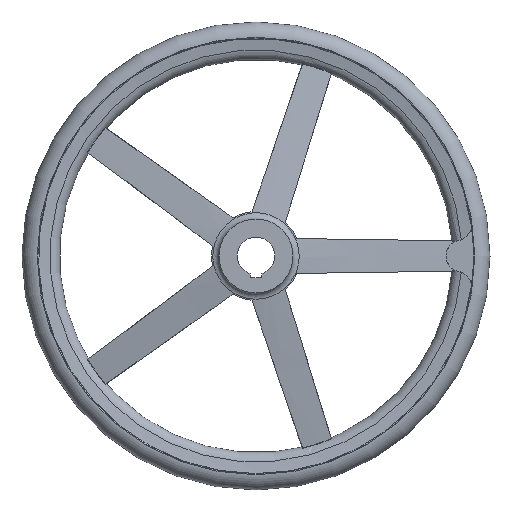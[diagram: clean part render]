
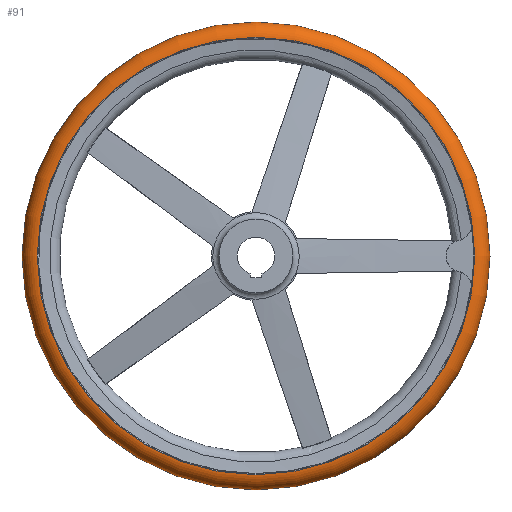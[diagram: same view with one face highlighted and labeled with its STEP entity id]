
A CAD part, front view. The second image highlights one B-rep face of the part: STEP entity #91.
In plain terms, the highlighted toroidal (fillet/blend) face has major radius 233 mm and minor radius 17 mm.
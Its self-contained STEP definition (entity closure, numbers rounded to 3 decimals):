
#91 = ADVANCED_FACE( '', ( #231, #232, #233 ), #234, .T. );
#231 = FACE_BOUND( '', #435, .T. );
#232 = FACE_OUTER_BOUND( '', #436, .T. );
#233 = FACE_OUTER_BOUND( '', #437, .T. );
#234 = TOROIDAL_SURFACE( '', #438, 233., 17. );
#435 = VERTEX_LOOP( '', #650 );
#436 = EDGE_LOOP( '', ( #651 ) );
#437 = EDGE_LOOP( '', ( #652 ) );
#438 = AXIS2_PLACEMENT_3D( '', #653, #654, #655 );
#650 = VERTEX_POINT( '', #1199 );
#651 = ORIENTED_EDGE( '', *, *, #1200, .T. );
#652 = ORIENTED_EDGE( '', *, *, #1196, .F. );
#653 = CARTESIAN_POINT( '', ( 0., 55., 0. ) );
#654 = DIRECTION( '', ( 0., -1., 0. ) );
#655 = DIRECTION( '', ( 0., 0., -1. ) );
#1196 = EDGE_CURVE( '', #1430, #1430, #1431, .T. );
#1199 = CARTESIAN_POINT( '', ( 0., 55., -250. ) );
#1200 = EDGE_CURVE( '', #1435, #1435, #1436, .T. );
#1430 = VERTEX_POINT( '', #1781 );
#1431 = CIRCLE( '', #1782, 233.708 );
#1435 = VERTEX_POINT( '', #1786 );
#1436 = CIRCLE( '', #1787, 233.708 );
#1781 = CARTESIAN_POINT( '', ( 0., 38.015, -233.708 ) );
#1782 = AXIS2_PLACEMENT_3D( '', #2772, #2773, #2774 );
#1786 = CARTESIAN_POINT( '', ( 0., 71.985, -233.708 ) );
#1787 = AXIS2_PLACEMENT_3D( '', #2778, #2779, #2780 );
#2772 = CARTESIAN_POINT( '', ( 0., 38.015, 0. ) );
#2773 = DIRECTION( '', ( 0., -1., 0. ) );
#2774 = DIRECTION( '', ( 0., 0., -1. ) );
#2778 = CARTESIAN_POINT( '', ( 0., 71.985, 0. ) );
#2779 = DIRECTION( '', ( 0., -1., 0. ) );
#2780 = DIRECTION( '', ( 0., 0., -1. ) );
